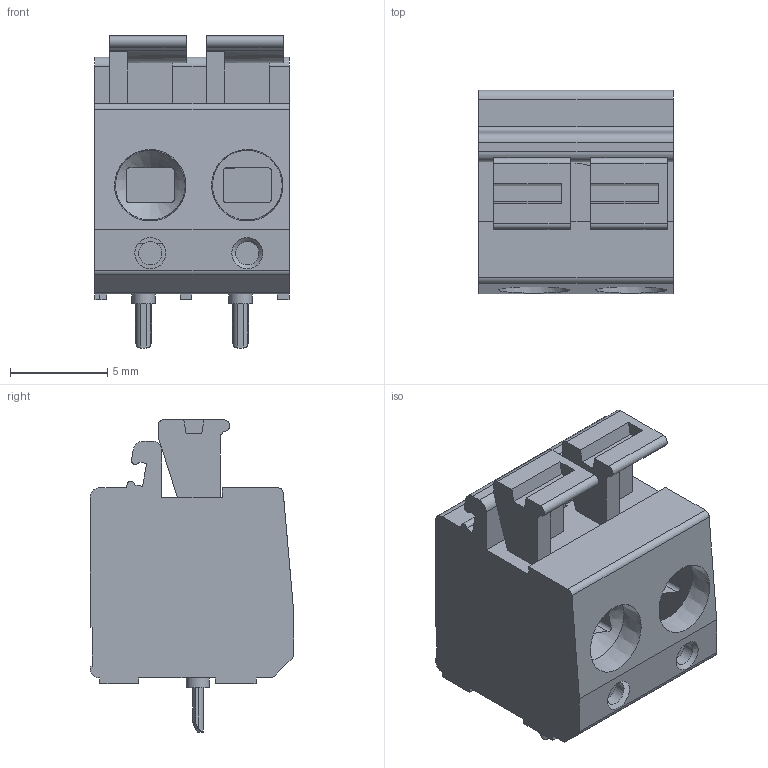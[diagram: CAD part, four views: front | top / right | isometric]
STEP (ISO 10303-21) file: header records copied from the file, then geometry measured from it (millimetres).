
FILE_DESCRIPTION(/* description */ ('SolidDesigner STEP Export','CAx-IF Rec.Pracs.---Representation and Presentation of Product Manufacturing Information (PMI)---4.0---2014-10-13'),/* implementation_level */ '2;1');
FILE_NAME(/* name */ 'PTS-1-5-2.stp',/* time_stamp */ '2021-09-12T21:29:26+09:00',/* author */ ('TA'),/* organization */ (''),/* preprocessor_version */ 'ST-DEVELOPER v18.1',/* originating_system */ 'Autodesk Inventor 2021',/* authorisation */ '');
FILE_SCHEMA (('AP242_MANAGED_MODEL_BASED_3D_ENGINEERING_MIM_LF { 1 0 10303 442 1 1 4 }'));
Length unit declared in the file: millimetre
Products named in the file (2): PTS-1-5-2; pts_1.5-2-5.0
Assembly tree (1 placements, depth 2):
  PTS-1-5-2
    pts_1.5-2-5.0
Bounding box: 10 x 10.5 x 16.1 mm (x, y, z)
Volume: 1029.9 mm3; surface area: 877.8 mm2
Topology: 1 solids, 1 shells, 211 faces, 575 edges, 381 vertices
Faces by surface type: plane 138, cylinder 65, cone 6, bspline 2
Full cylindrical faces by diameter (mm): 0.457 x1, 1.2 x4
Entity records: 8068 total; most frequent: CARTESIAN_POINT 2305, ORIENTED_EDGE 1150, DIRECTION 1115, EDGE_CURVE 575, LINE 417, VECTOR 417, VERTEX_POINT 381, AXIS2_PLACEMENT_3D 349
